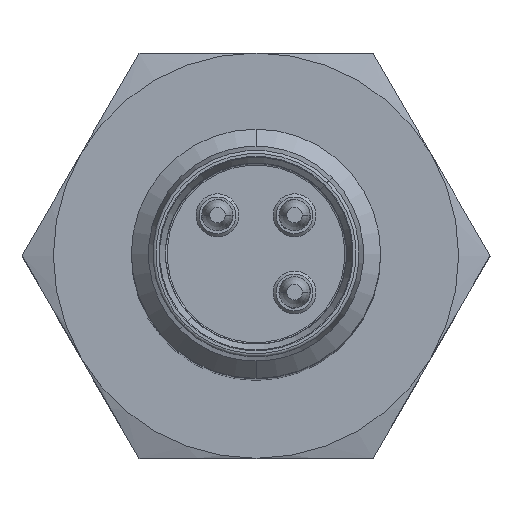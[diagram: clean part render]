
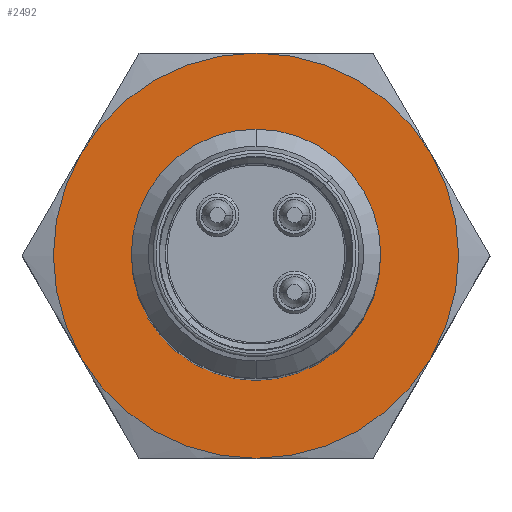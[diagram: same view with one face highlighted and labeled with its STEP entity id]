
A CAD part, top view. The second image highlights one B-rep face of the part: STEP entity #2492.
In plain terms, the highlighted face is planar.
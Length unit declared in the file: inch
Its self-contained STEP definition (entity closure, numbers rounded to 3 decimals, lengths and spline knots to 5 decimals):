
#35 = ORIENTED_EDGE ( 'NONE', *, *, #8889, .F. ) ;
#40 = CARTESIAN_POINT ( 'NONE',  ( -0.25591, 0.30502, 0. ) ) ;
#102 = DIRECTION ( 'NONE',  ( 1., 0., 0. ) ) ;
#103 = VERTEX_POINT ( 'NONE', #3020 ) ;
#177 = EDGE_CURVE ( 'NONE', #1848, #6501, #5313, .T. ) ;
#197 = VERTEX_POINT ( 'NONE', #6013 ) ;
#305 = DIRECTION ( 'NONE',  ( 1., 0., 0. ) ) ;
#352 = CIRCLE ( 'NONE', #3346, 0.25591 ) ;
#474 = CARTESIAN_POINT ( 'NONE',  ( -0.12795, 0.30502, 0.22162 ) ) ;
#684 = AXIS2_PLACEMENT_3D ( 'NONE', #6612, #8004, #3767 ) ;
#1068 = VERTEX_POINT ( 'NONE', #3243 ) ;
#1164 = ORIENTED_EDGE ( 'NONE', *, *, #177, .F. ) ;
#1316 = CIRCLE ( 'NONE', #2694, 0.25591 ) ;
#1327 = DIRECTION ( 'NONE',  ( -1., 0., 0. ) ) ;
#1509 = AXIS2_PLACEMENT_3D ( 'NONE', #4212, #6314, #8553 ) ;
#1779 = CIRCLE ( 'NONE', #7165, 0.25591 ) ;
#1848 = VERTEX_POINT ( 'NONE', #40 ) ;
#1985 = EDGE_LOOP ( 'NONE', ( #3262, #7296, #6532, #7174, #1164, #35 ) ) ;
#2036 = FACE_BOUND ( 'NONE', #9123, .T. ) ;
#2128 = CARTESIAN_POINT ( 'NONE',  ( 0.12795, 0.30502, 0.22162 ) ) ;
#2132 = PLANE ( 'NONE',  #8484 ) ;
#2351 = DIRECTION ( 'NONE',  ( 0., 1., 0. ) ) ;
#2492 = ADVANCED_FACE ( 'NONE', ( #8429, #2036 ), #2132, .F. ) ;
#2694 = AXIS2_PLACEMENT_3D ( 'NONE', #8871, #4648, #305 ) ;
#2848 = CIRCLE ( 'NONE', #3164, 0.25591 ) ;
#3020 = CARTESIAN_POINT ( 'NONE',  ( -0.15748, 0.30502, 0. ) ) ;
#3061 = CARTESIAN_POINT ( 'NONE',  ( 0., 0.30502, 0. ) ) ;
#3164 = AXIS2_PLACEMENT_3D ( 'NONE', #3061, #2351, #8035 ) ;
#3243 = CARTESIAN_POINT ( 'NONE',  ( 0.12795, 0.30502, -0.22162 ) ) ;
#3262 = ORIENTED_EDGE ( 'NONE', *, *, #6678, .F. ) ;
#3346 = AXIS2_PLACEMENT_3D ( 'NONE', #3738, #8738, #7329 ) ;
#3348 = EDGE_CURVE ( 'NONE', #197, #1068, #1316, .T. ) ;
#3568 = EDGE_CURVE ( 'NONE', #3890, #197, #1779, .T. ) ;
#3738 = CARTESIAN_POINT ( 'NONE',  ( 0., 0.30502, 0. ) ) ;
#3752 = VERTEX_POINT ( 'NONE', #8905 ) ;
#3767 = DIRECTION ( 'NONE',  ( 1., 0., 0. ) ) ;
#3890 = VERTEX_POINT ( 'NONE', #2128 ) ;
#4212 = CARTESIAN_POINT ( 'NONE',  ( 0., 0.30502, 0. ) ) ;
#4648 = DIRECTION ( 'NONE',  ( 0., 1., 0. ) ) ;
#4749 = EDGE_CURVE ( 'NONE', #103, #103, #7179, .T. ) ;
#5313 = CIRCLE ( 'NONE', #684, 0.25591 ) ;
#5759 = CARTESIAN_POINT ( 'NONE',  ( 0., 0.30502, 0. ) ) ;
#6013 = CARTESIAN_POINT ( 'NONE',  ( 0.25591, 0.30502, 0. ) ) ;
#6279 = CIRCLE ( 'NONE', #1509, 0.25591 ) ;
#6314 = DIRECTION ( 'NONE',  ( 0., 1., 0. ) ) ;
#6382 = EDGE_CURVE ( 'NONE', #6501, #3890, #2848, .T. ) ;
#6501 = VERTEX_POINT ( 'NONE', #474 ) ;
#6532 = ORIENTED_EDGE ( 'NONE', *, *, #3568, .F. ) ;
#6612 = CARTESIAN_POINT ( 'NONE',  ( 0., 0.30502, 0. ) ) ;
#6678 = EDGE_CURVE ( 'NONE', #1068, #3752, #6279, .T. ) ;
#6885 = AXIS2_PLACEMENT_3D ( 'NONE', #7633, #8294, #1327 ) ;
#7079 = DIRECTION ( 'NONE',  ( 0., 1., 0. ) ) ;
#7165 = AXIS2_PLACEMENT_3D ( 'NONE', #5759, #8616, #102 ) ;
#7174 = ORIENTED_EDGE ( 'NONE', *, *, #6382, .F. ) ;
#7179 = CIRCLE ( 'NONE', #6885, 0.15748 ) ;
#7296 = ORIENTED_EDGE ( 'NONE', *, *, #3348, .F. ) ;
#7329 = DIRECTION ( 'NONE',  ( 1., 0., 0. ) ) ;
#7633 = CARTESIAN_POINT ( 'NONE',  ( 0., 0.30502, 0. ) ) ;
#7719 = CARTESIAN_POINT ( 'NONE',  ( 0., 0.30502, 0. ) ) ;
#7761 = ORIENTED_EDGE ( 'NONE', *, *, #4749, .T. ) ;
#8004 = DIRECTION ( 'NONE',  ( 0., 1., 0. ) ) ;
#8035 = DIRECTION ( 'NONE',  ( 0., 0., 1. ) ) ;
#8294 = DIRECTION ( 'NONE',  ( 0., 1., 0. ) ) ;
#8429 = FACE_OUTER_BOUND ( 'NONE', #1985, .T. ) ;
#8475 = DIRECTION ( 'NONE',  ( 1., 0., 0. ) ) ;
#8484 = AXIS2_PLACEMENT_3D ( 'NONE', #7719, #7079, #8475 ) ;
#8553 = DIRECTION ( 'NONE',  ( 0., 0., 1. ) ) ;
#8616 = DIRECTION ( 'NONE',  ( 0., 1., 0. ) ) ;
#8738 = DIRECTION ( 'NONE',  ( 0., 1., 0. ) ) ;
#8871 = CARTESIAN_POINT ( 'NONE',  ( 0., 0.30502, 0. ) ) ;
#8889 = EDGE_CURVE ( 'NONE', #3752, #1848, #352, .T. ) ;
#8905 = CARTESIAN_POINT ( 'NONE',  ( -0.12795, 0.30502, -0.22162 ) ) ;
#9123 = EDGE_LOOP ( 'NONE', ( #7761 ) ) ;
